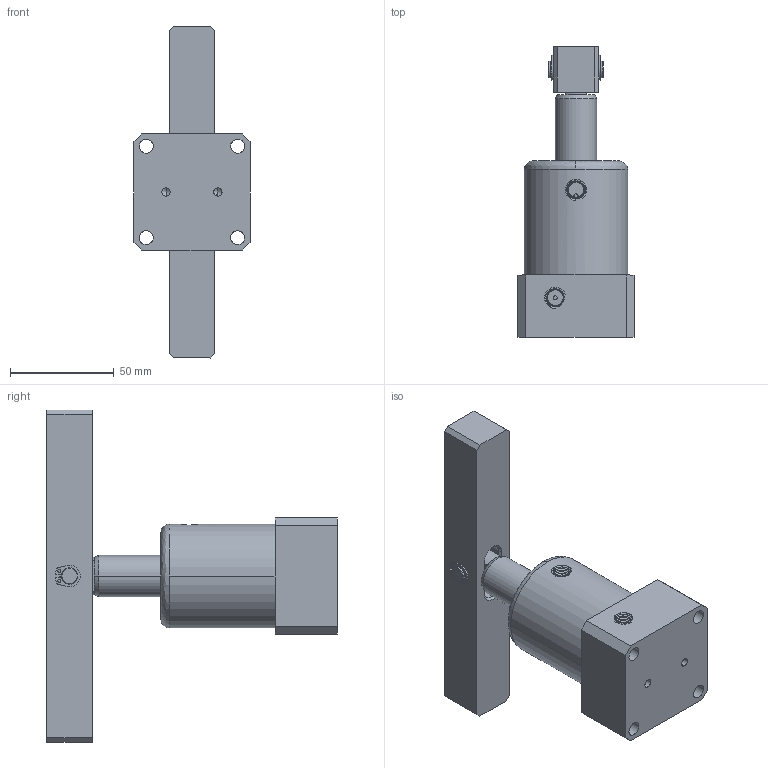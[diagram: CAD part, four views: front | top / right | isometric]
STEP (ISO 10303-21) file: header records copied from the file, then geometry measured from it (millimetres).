
FILE_DESCRIPTION (( 'STEP AP214' ), '1' );
FILE_NAME ('chs-32d_asm1.STEP', '2020-02-12T02:59:18', ( '' ), ( '' ), 'SwSTEP 2.0', 'SolidWorks 2016', '' );
FILE_SCHEMA (( 'AUTOMOTIVE_DESIGN' ));
Length unit declared in the file: millimetre
Products named in the file (6): CHS-32D-02_1; CHS-32-03; chs-32d_asm1; 轴8挡圈; Xiao; CHS-32D-01
Assembly tree (6 placements, depth 2):
  chs-32d_asm1
    CHS-32-03
    CHS-32D-02_1
    CHS-32D-01
    Xiao
    轴8挡圈  x2
Bounding box: 56 x 140 x 160 mm (x, y, z)
Volume: 295099.3 mm3; surface area: 51991.3 mm2
Topology: 7 solids, 7 shells, 234 faces, 684 edges, 470 vertices
Faces by surface type: cylinder 86, cone 75, plane 56, bspline 17
Entity records: 16902 total; most frequent: CARTESIAN_POINT 11581, ORIENTED_EDGE 1224, DIRECTION 807, EDGE_CURVE 612, VERTEX_POINT 426, B_SPLINE_CURVE_WITH_KNOTS 327, AXIS2_PLACEMENT_3D 322, EDGE_LOOP 244
